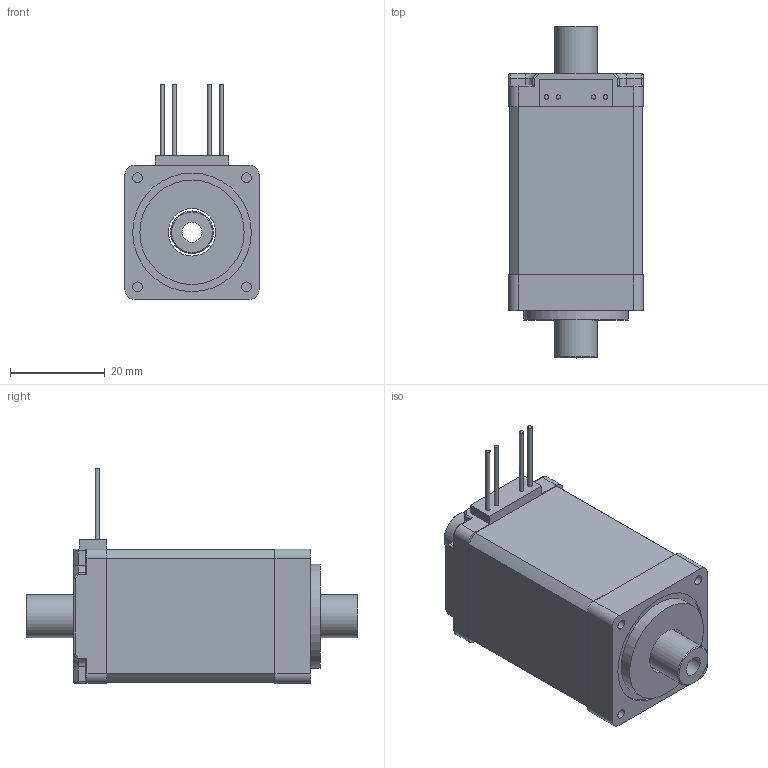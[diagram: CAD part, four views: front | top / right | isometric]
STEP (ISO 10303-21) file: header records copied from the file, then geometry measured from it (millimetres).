
FILE_DESCRIPTION( ( '' ), '1' );
FILE_NAME( 'MS225-09BH-S01.stp', '2018-02-07T02:44:53', ( 'Dimamotor' ), ( 'Dimamotor' ), 'PSStep 17.0.49', ' ', ' ' );
FILE_SCHEMA( ( 'AUTOMOTIVE_DESIGN { 1 0 10303 214 1 1 1 1 }' ) );
Length unit declared in the file: millimetre
Products named in the file (5): Assem1; 步進MS225_定子; 步進MS22_上蓋(中空軸9MM); 步進MS22_單軸下蓋(中空軸9MM); MS225-09BH-S01心軸
Assembly tree (4 placements, depth 2):
  Assem1
    步進MS225_定子
    步進MS22_上蓋(中空軸9MM)
    步進MS22_單軸下蓋(中空軸9MM)
    MS225-09BH-S01心軸
Bounding box: 28.3 x 70 x 45.3 mm (x, y, z)
Volume: 39007.4 mm3; surface area: 15012.7 mm2
Topology: 4 solids, 4 shells, 132 faces, 319 edges, 201 vertices
Faces by surface type: cylinder 68, plane 50, cone 6, torus 6, sphere 2
Full cylindrical faces by diameter (mm): 0.9 x4, 2.05 x4, 2.7 x4, 4.2 x3, 9 x1, 10 x3, 22 x1, 25 x1
Entity records: 4789 total; most frequent: DIRECTION 681, CARTESIAN_POINT 604, ORIENTED_EDGE 562, EDGE_CURVE 281, AXIS2_PLACEMENT_3D 263, VERTEX_POINT 186, EDGE_LOOP 185, LINE 155
